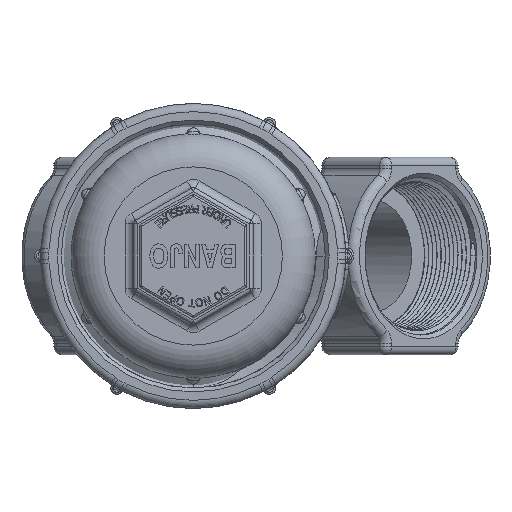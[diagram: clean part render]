
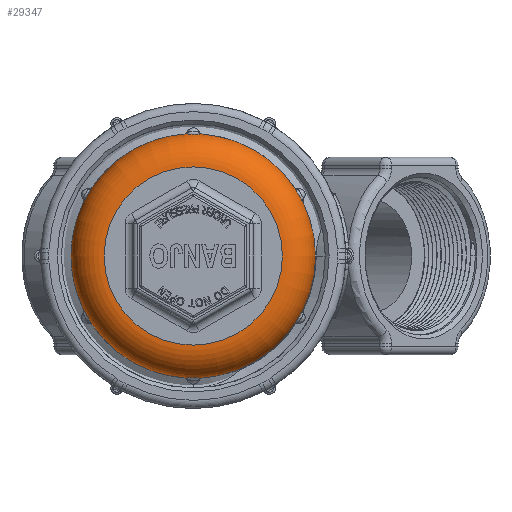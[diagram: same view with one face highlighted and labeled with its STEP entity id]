
A CAD part, front view. The second image highlights one B-rep face of the part: STEP entity #29347.
In plain terms, the highlighted toroidal (fillet/blend) face has major radius 34.319 mm and minor radius 12.7 mm.
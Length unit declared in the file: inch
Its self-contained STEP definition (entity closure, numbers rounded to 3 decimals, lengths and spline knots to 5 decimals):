
#243=TOROIDAL_SURFACE('',#32009,1.35115,0.5);
#2973=FACE_OUTER_BOUND('',#4753,.T.);
#4753=EDGE_LOOP('',(#23142,#23143,#23144,#23145,#23146,#23147,#23148,#23149,
#23150,#23151,#23152,#23153,#23154,#23155,#23156,#23157,#23158));
#6212=CIRCLE('',#31735,1.85115);
#6213=CIRCLE('',#31736,1.85115);
#6214=CIRCLE('',#31737,1.85115);
#6215=CIRCLE('',#31738,1.85115);
#6216=CIRCLE('',#31739,1.85115);
#6217=CIRCLE('',#31740,1.85115);
#6218=CIRCLE('',#31741,1.85115);
#6247=CIRCLE('',#31790,1.35115);
#6365=CIRCLE('',#32010,0.5);
#7014=B_SPLINE_CURVE_WITH_KNOTS('',3,(#57192,#57193,#57194,#57195,#57196,
#57197,#57198),.UNSPECIFIED.,.F.,.F.,(4,1,1,1,4),(-3.08979,-2.87316,
-2.76485,-2.54822,-2.33159),.UNSPECIFIED.);
#7017=B_SPLINE_CURVE_WITH_KNOTS('',3,(#57288,#57289,#57290,#57291,#57292,
#57293,#57294),.UNSPECIFIED.,.F.,.F.,(4,1,1,1,4),(-3.08979,-2.87316,
-2.76485,-2.54822,-2.33159),.UNSPECIFIED.);
#7018=B_SPLINE_CURVE_WITH_KNOTS('',3,(#57296,#57297,#57298,#57299,#57300),
 .UNSPECIFIED.,.F.,.F.,(4,1,4),(-0.37913,-0.21663,0.),
 .UNSPECIFIED.);
#7019=B_SPLINE_CURVE_WITH_KNOTS('',3,(#57302,#57303,#57304,#57305,#57306,
#57307),.UNSPECIFIED.,.F.,.F.,(4,1,1,4),(-0.75821,-0.54158,
-0.43326,-0.37913),.UNSPECIFIED.);
#7020=B_SPLINE_CURVE_WITH_KNOTS('',3,(#57308,#57309,#57310,#57311,#57312,
#57313,#57314),.UNSPECIFIED.,.F.,.F.,(4,1,1,1,4),(-0.75821,-0.54158,
-0.32495,-0.10832,0.),.UNSPECIFIED.);
#7021=B_SPLINE_CURVE_WITH_KNOTS('',3,(#57315,#57316,#57317,#57318,#57319,
#57320,#57321),.UNSPECIFIED.,.F.,.F.,(4,1,1,1,4),(-0.75821,-0.54158,
-0.32495,-0.10832,0.),
 .UNSPECIFIED.);
#7022=B_SPLINE_CURVE_WITH_KNOTS('',3,(#57322,#57323,#57324,#57325,#57326,
#57327,#57328),.UNSPECIFIED.,.F.,.F.,(4,1,1,1,4),(-3.08979,-2.87316,
-2.76485,-2.54822,-2.33159),.UNSPECIFIED.);
#13243=VERTEX_POINT('',#55926);
#13244=VERTEX_POINT('',#55928);
#13249=VERTEX_POINT('',#55949);
#13250=VERTEX_POINT('',#55954);
#13255=VERTEX_POINT('',#55974);
#13256=VERTEX_POINT('',#55979);
#13261=VERTEX_POINT('',#55999);
#13262=VERTEX_POINT('',#56004);
#13267=VERTEX_POINT('',#56024);
#13268=VERTEX_POINT('',#56029);
#13273=VERTEX_POINT('',#56049);
#13274=VERTEX_POINT('',#56054);
#13279=VERTEX_POINT('',#56075);
#13323=VERTEX_POINT('',#56357);
#13453=VERTEX_POINT('',#57295);
#16645=EDGE_CURVE('',#13243,#13244,#6212,.T.);
#16651=EDGE_CURVE('',#13249,#13250,#6213,.T.);
#16657=EDGE_CURVE('',#13255,#13256,#6214,.T.);
#16663=EDGE_CURVE('',#13261,#13262,#6215,.T.);
#16669=EDGE_CURVE('',#13267,#13268,#6216,.T.);
#16675=EDGE_CURVE('',#13274,#13273,#6217,.F.);
#16681=EDGE_CURVE('',#13279,#13243,#6218,.T.);
#16745=EDGE_CURVE('',#13323,#13323,#6247,.T.);
#16976=EDGE_CURVE('',#13262,#13267,#7014,.T.);
#16981=EDGE_CURVE('',#13256,#13261,#7017,.T.);
#16982=EDGE_CURVE('',#13453,#13255,#7018,.T.);
#16983=EDGE_CURVE('',#13453,#13323,#6365,.T.);
#16984=EDGE_CURVE('',#13250,#13453,#7019,.T.);
#16985=EDGE_CURVE('',#13244,#13249,#7020,.T.);
#16986=EDGE_CURVE('',#13274,#13279,#7021,.T.);
#16987=EDGE_CURVE('',#13268,#13273,#7022,.T.);
#23142=ORIENTED_EDGE('',*,*,#16976,.F.);
#23143=ORIENTED_EDGE('',*,*,#16663,.F.);
#23144=ORIENTED_EDGE('',*,*,#16981,.F.);
#23145=ORIENTED_EDGE('',*,*,#16657,.F.);
#23146=ORIENTED_EDGE('',*,*,#16982,.F.);
#23147=ORIENTED_EDGE('',*,*,#16983,.T.);
#23148=ORIENTED_EDGE('',*,*,#16745,.T.);
#23149=ORIENTED_EDGE('',*,*,#16983,.F.);
#23150=ORIENTED_EDGE('',*,*,#16984,.F.);
#23151=ORIENTED_EDGE('',*,*,#16651,.F.);
#23152=ORIENTED_EDGE('',*,*,#16985,.F.);
#23153=ORIENTED_EDGE('',*,*,#16645,.F.);
#23154=ORIENTED_EDGE('',*,*,#16681,.F.);
#23155=ORIENTED_EDGE('',*,*,#16986,.F.);
#23156=ORIENTED_EDGE('',*,*,#16675,.T.);
#23157=ORIENTED_EDGE('',*,*,#16987,.F.);
#23158=ORIENTED_EDGE('',*,*,#16669,.F.);
#29347=ADVANCED_FACE('',(#2973),#243,.T.);
#31735=AXIS2_PLACEMENT_3D('',#55929,#35710,#35711);
#31736=AXIS2_PLACEMENT_3D('',#55955,#35714,#35715);
#31737=AXIS2_PLACEMENT_3D('',#55980,#35718,#35719);
#31738=AXIS2_PLACEMENT_3D('',#56005,#35722,#35723);
#31739=AXIS2_PLACEMENT_3D('',#56030,#35726,#35727);
#31740=AXIS2_PLACEMENT_3D('',#56055,#35730,#35731);
#31741=AXIS2_PLACEMENT_3D('',#56080,#35734,#35735);
#31790=AXIS2_PLACEMENT_3D('',#56358,#35858,#35859);
#32009=AXIS2_PLACEMENT_3D('',#57287,#36385,#36386);
#32010=AXIS2_PLACEMENT_3D('',#57301,#36387,#36388);
#35710=DIRECTION('center_axis',(0.,1.,0.));
#35711=DIRECTION('ref_axis',(-1.,0.,0.));
#35714=DIRECTION('center_axis',(0.,1.,0.));
#35715=DIRECTION('ref_axis',(-1.,0.,0.));
#35718=DIRECTION('center_axis',(0.,1.,0.));
#35719=DIRECTION('ref_axis',(-1.,0.,0.));
#35722=DIRECTION('center_axis',(0.,1.,0.));
#35723=DIRECTION('ref_axis',(-1.,0.,0.));
#35726=DIRECTION('center_axis',(0.,1.,0.));
#35727=DIRECTION('ref_axis',(-1.,0.,0.));
#35730=DIRECTION('center_axis',(0.,1.,0.));
#35731=DIRECTION('ref_axis',(-1.,0.,0.));
#35734=DIRECTION('center_axis',(0.,1.,0.));
#35735=DIRECTION('ref_axis',(-1.,0.,0.));
#35858=DIRECTION('center_axis',(0.,1.,0.));
#35859=DIRECTION('ref_axis',(-1.,0.,0.));
#36385=DIRECTION('center_axis',(0.,1.,0.));
#36386=DIRECTION('ref_axis',(0.,0.,1.));
#36387=DIRECTION('center_axis',(-1.,0.,0.));
#36388=DIRECTION('ref_axis',(0.,0.,-1.));
#55926=CARTESIAN_POINT('',(1.85115,-2.92,0.));
#55928=CARTESIAN_POINT('',(1.66,-2.92,-0.81925));
#55929=CARTESIAN_POINT('Origin',(0.,-2.92,0.));
#55949=CARTESIAN_POINT('',(1.53949,-2.92,-1.02798));
#55954=CARTESIAN_POINT('',(0.12051,-2.92,-1.84722));
#55955=CARTESIAN_POINT('Origin',(0.,-2.92,0.));
#55974=CARTESIAN_POINT('',(-0.12051,-2.92,-1.84722));
#55979=CARTESIAN_POINT('',(-1.53949,-2.92,-1.02798));
#55980=CARTESIAN_POINT('Origin',(0.,-2.92,0.));
#55999=CARTESIAN_POINT('',(-1.66,-2.92,-0.81925));
#56004=CARTESIAN_POINT('',(-1.66,-2.92,0.81925));
#56005=CARTESIAN_POINT('Origin',(0.,-2.92,0.));
#56024=CARTESIAN_POINT('',(-1.53949,-2.92,1.02798));
#56029=CARTESIAN_POINT('',(-0.12051,-2.92,1.84722));
#56030=CARTESIAN_POINT('Origin',(0.,-2.92,0.));
#56049=CARTESIAN_POINT('',(0.12051,-2.92,1.84722));
#56054=CARTESIAN_POINT('',(1.53949,-2.92,1.02798));
#56055=CARTESIAN_POINT('Origin',(0.,-2.92,0.));
#56075=CARTESIAN_POINT('',(1.66,-2.92,0.81925));
#56080=CARTESIAN_POINT('Origin',(0.,-2.92,0.));
#56357=CARTESIAN_POINT('',(0.,-3.42,-1.35115));
#56358=CARTESIAN_POINT('Origin',(0.,-3.42,0.));
#57192=CARTESIAN_POINT('Ctrl Pts',(-1.66,-2.92,
0.81925));
#57193=CARTESIAN_POINT('Ctrl Pts',(-1.65372,-2.94189,
0.83197));
#57194=CARTESIAN_POINT('Ctrl Pts',(-1.63734,-2.96891,
0.85955));
#57195=CARTESIAN_POINT('Ctrl Pts',(-1.60325,-2.98727,0.91692));
#57196=CARTESIAN_POINT('Ctrl Pts',(-1.5682,-2.97796,
0.97884));
#57197=CARTESIAN_POINT('Ctrl Pts',(-1.54733,-2.94179,
1.01623));
#57198=CARTESIAN_POINT('Ctrl Pts',(-1.53949,-2.92,1.02798));
#57287=CARTESIAN_POINT('Origin',(0.,-2.92,0.));
#57288=CARTESIAN_POINT('Ctrl Pts',(-1.53949,-2.92,
-1.02798));
#57289=CARTESIAN_POINT('Ctrl Pts',(-1.54736,-2.94189,
-1.01618));
#57290=CARTESIAN_POINT('Ctrl Pts',(-1.56306,-2.96891,-0.98821));
#57291=CARTESIAN_POINT('Ctrl Pts',(-1.5957,-2.98727,
-0.92999));
#57292=CARTESIAN_POINT('Ctrl Pts',(-1.6318,-2.97796,
-0.86868));
#57293=CARTESIAN_POINT('Ctrl Pts',(-1.65375,-2.94179,
-0.83191));
#57294=CARTESIAN_POINT('Ctrl Pts',(-1.66,-2.92,-0.81925));
#57295=CARTESIAN_POINT('',(0.,-2.98314,-1.84714));
#57296=CARTESIAN_POINT('Ctrl Pts',(0.,-2.98311,
-1.84714));
#57297=CARTESIAN_POINT('Ctrl Pts',(-0.02069,-2.9831,
-1.84716));
#57298=CARTESIAN_POINT('Ctrl Pts',(-0.06895,-2.97344,
-1.8476));
#57299=CARTESIAN_POINT('Ctrl Pts',(-0.10642,-2.94179,
-1.84814));
#57300=CARTESIAN_POINT('Ctrl Pts',(-0.12051,-2.92,-1.84722));
#57301=CARTESIAN_POINT('Origin',(0.,-2.92,-1.35115));
#57302=CARTESIAN_POINT('Ctrl Pts',(0.12051,-2.92,
-1.84722));
#57303=CARTESIAN_POINT('Ctrl Pts',(0.10635,-2.94189,
-1.84815));
#57304=CARTESIAN_POINT('Ctrl Pts',(0.07428,-2.96891,
-1.84775));
#57305=CARTESIAN_POINT('Ctrl Pts',(0.02757,-2.98176,
-1.84717));
#57306=CARTESIAN_POINT('Ctrl Pts',(0.00689,-2.98312,
-1.84713));
#57307=CARTESIAN_POINT('Ctrl Pts',(0.,-2.98311,
-1.84714));
#57308=CARTESIAN_POINT('Ctrl Pts',(1.66,-2.92,-0.81925));
#57309=CARTESIAN_POINT('Ctrl Pts',(1.65372,-2.94189,-0.83197));
#57310=CARTESIAN_POINT('Ctrl Pts',(1.63181,-2.97795,-0.86868));
#57311=CARTESIAN_POINT('Ctrl Pts',(1.58843,-2.98933,-0.9423));
#57312=CARTESIAN_POINT('Ctrl Pts',(1.55708,-2.96131,-0.99937));
#57313=CARTESIAN_POINT('Ctrl Pts',(1.54341,-2.9309,-1.0221));
#57314=CARTESIAN_POINT('Ctrl Pts',(1.53949,-2.92,-1.02798));
#57315=CARTESIAN_POINT('Ctrl Pts',(1.53949,-2.92,1.02798));
#57316=CARTESIAN_POINT('Ctrl Pts',(1.54736,-2.94189,1.01618));
#57317=CARTESIAN_POINT('Ctrl Pts',(1.5682,-2.97795,0.97885));
#57318=CARTESIAN_POINT('Ctrl Pts',(1.61027,-2.98933,0.90447));
#57319=CARTESIAN_POINT('Ctrl Pts',(1.64402,-2.96131,0.84879));
#57320=CARTESIAN_POINT('Ctrl Pts',(1.65687,-2.9309,0.82558));
#57321=CARTESIAN_POINT('Ctrl Pts',(1.66,-2.92,0.81925));
#57322=CARTESIAN_POINT('Ctrl Pts',(-0.12051,-2.92,
1.84722));
#57323=CARTESIAN_POINT('Ctrl Pts',(-0.10635,-2.94189,
1.84815));
#57324=CARTESIAN_POINT('Ctrl Pts',(-0.07428,-2.96891,
1.84775));
#57325=CARTESIAN_POINT('Ctrl Pts',(-0.00755,-2.98727,
1.84691));
#57326=CARTESIAN_POINT('Ctrl Pts',(0.0636,-2.97796,
1.84752));
#57327=CARTESIAN_POINT('Ctrl Pts',(0.10642,-2.94179,
1.84814));
#57328=CARTESIAN_POINT('Ctrl Pts',(0.12051,-2.92,
1.84722));
